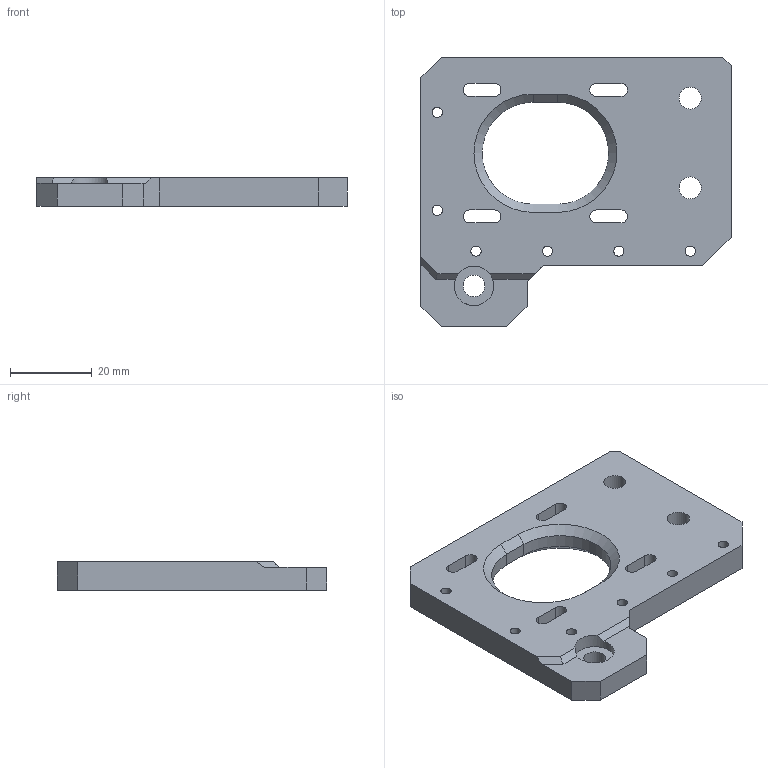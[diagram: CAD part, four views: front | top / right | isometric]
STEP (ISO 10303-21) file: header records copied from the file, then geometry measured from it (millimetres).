
FILE_DESCRIPTION(/* description */ ('a_drive_bottom_v5.7'),/* implementation_level */ '2;1');
FILE_NAME(/* name */ 'A bottom v1.step',/* time_stamp */ '2024-10-12T10:47:08+08:00',/* author */ (''),/* organization */ (''),/* preprocessor_version */ 'ST-DEVELOPER v20',/* originating_system */ 'Autodesk Translation Framework v13.20.0.188',/* authorisation */ '');
FILE_SCHEMA (('AUTOMOTIVE_DESIGN { 1 0 10303 214 3 1 1 }'));
Length unit declared in the file: metre
Products named in the file (1): a_drive_bottom_v5.7
Bounding box: 76 x 66 x 7 mm (x, y, z)
Volume: 22692.1 mm3; surface area: 10308 mm2
Topology: 1 solids, 1 shells, 57 faces, 157 edges, 102 vertices
Faces by surface type: plane 33, cylinder 20, cone 4
Full cylindrical faces by diameter (mm): 2.5 x6, 5.3 x1, 5.4 x2, 9.7 x1
Entity records: 1911 total; most frequent: DIRECTION 321, CARTESIAN_POINT 317, ORIENTED_EDGE 314, EDGE_CURVE 157, LINE 109, VECTOR 109, AXIS2_PLACEMENT_3D 106, VERTEX_POINT 102
